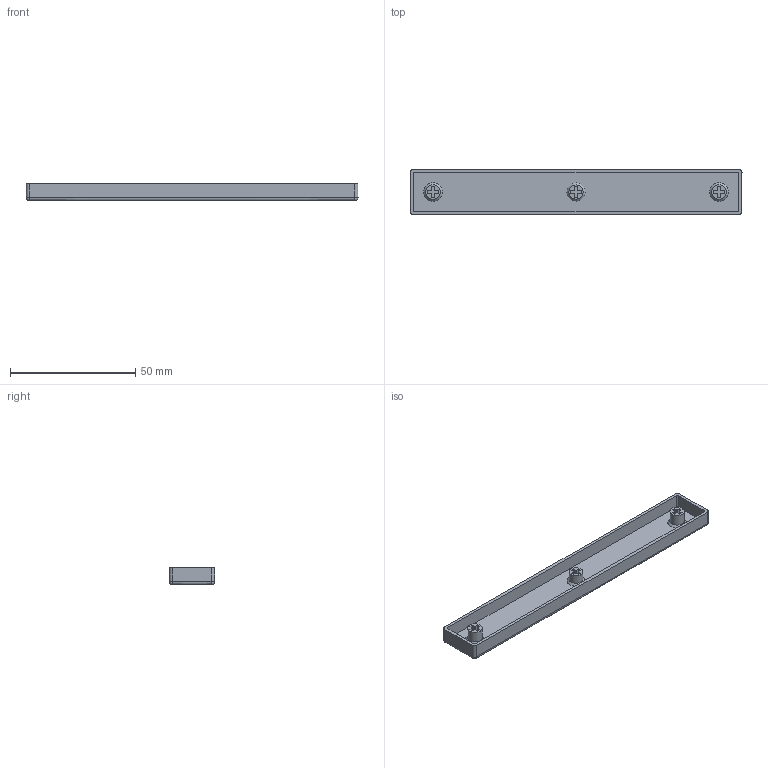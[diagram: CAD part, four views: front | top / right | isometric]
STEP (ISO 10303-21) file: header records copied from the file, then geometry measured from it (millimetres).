
FILE_DESCRIPTION(('HOOPS Exchange Step'),'2;1');
FILE_NAME('temp_export','2024-02-25T16:21:45-05:00',('jscotto'),('Shapr3D Limited'),'HOOPS Exchange 2023.2','Shapr3D','Authorized');
FILE_SCHEMA( ('AUTOMOTIVE_DESIGN { 1 0 10303 214 1 1 1 1 }') );
Length unit declared in the file: millimetre
Products named in the file (1): 7.00u
Bounding box: 132.35 x 18.05 x 6.7 mm (x, y, z)
Volume: 5013.8 mm3; surface area: 8750.3 mm2
Topology: 1 solids, 1 shells, 88 faces, 235 edges, 152 vertices
Faces by surface type: plane 54, cylinder 23, bspline 8, cone 3
Full cylindrical faces by diameter (mm): 5.6 x1, 5.8 x2
Entity records: 3175 total; most frequent: CARTESIAN_POINT 962, ORIENTED_EDGE 462, DIRECTION 441, EDGE_CURVE 231, VECTOR 163, LINE 163, VERTEX_POINT 152, AXIS2_PLACEMENT_3D 139
